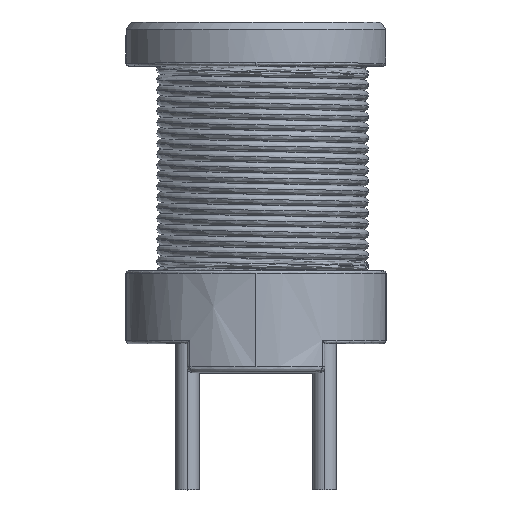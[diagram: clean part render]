
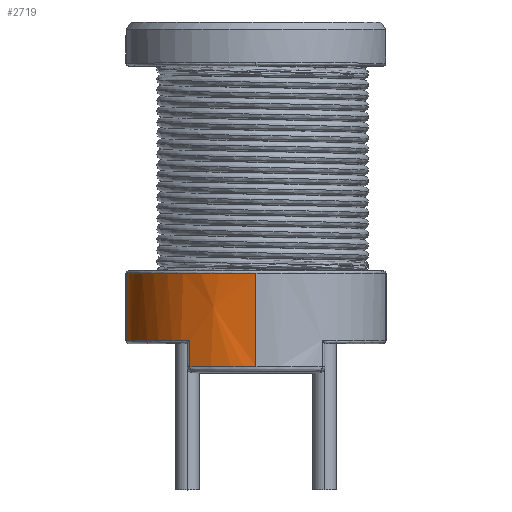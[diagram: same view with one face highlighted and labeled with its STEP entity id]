
A CAD part, top view. The second image highlights one B-rep face of the part: STEP entity #2719.
In plain terms, the highlighted free-form (B-spline) face has degree [2, 1] with [3, 2] control points.
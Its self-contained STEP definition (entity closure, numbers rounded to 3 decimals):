
#2719 = ADVANCED_FACE('',(#2720),#2767,.T.);
#2720 = FACE_BOUND('',#2721,.T.);
#2721 = EDGE_LOOP('',(#2722,#2732,#2739,#2747,#2754,#2762));
#2722 = ORIENTED_EDGE('',*,*,#2723,.T.);
#2723 = EDGE_CURVE('',#2724,#2726,#2728,.T.);
#2724 = VERTEX_POINT('',#2725);
#2725 = CARTESIAN_POINT('',(-1.971,-5.933,
    3.396));
#2726 = VERTEX_POINT('',#2727);
#2727 = CARTESIAN_POINT('',(0.,-5.933,3.926));
#2728 = ( BOUNDED_CURVE() B_SPLINE_CURVE(2,(#2729,#2730,#2731),
.UNSPECIFIED.,.F.,.F.) B_SPLINE_CURVE_WITH_KNOTS((3,3),(2.616,
3.142),.PIECEWISE_BEZIER_KNOTS.) CURVE() 
GEOMETRIC_REPRESENTATION_ITEM() RATIONAL_B_SPLINE_CURVE((1.,
0.966,1.)) REPRESENTATION_ITEM('') );
#2729 = CARTESIAN_POINT('',(-1.971,-5.933,
    3.396));
#2730 = CARTESIAN_POINT('',(-1.057,-5.933,
    3.926));
#2731 = CARTESIAN_POINT('',(0.,-5.933,
    3.926));
#2732 = ORIENTED_EDGE('',*,*,#2733,.T.);
#2733 = EDGE_CURVE('',#2726,#2734,#2736,.T.);
#2734 = VERTEX_POINT('',#2735);
#2735 = CARTESIAN_POINT('',(0.,-3.141,3.926));
#2736 = B_SPLINE_CURVE_WITH_KNOTS('',1,(#2737,#2738),.UNSPECIFIED.,.F.,
  .F.,(2,2),(-0.8,2.4),.PIECEWISE_BEZIER_KNOTS.);
#2737 = CARTESIAN_POINT('',(0.,-5.933,3.926));
#2738 = CARTESIAN_POINT('',(0.,-3.141,3.926));
#2739 = ORIENTED_EDGE('',*,*,#2740,.T.);
#2740 = EDGE_CURVE('',#2734,#2741,#2743,.T.);
#2741 = VERTEX_POINT('',#2742);
#2742 = CARTESIAN_POINT('',(-3.868,-3.141,
    0.677));
#2743 = ( BOUNDED_CURVE() B_SPLINE_CURVE(2,(#2744,#2745,#2746),
.UNSPECIFIED.,.F.,.F.) B_SPLINE_CURVE_WITH_KNOTS((3,3),(3.142,
4.539),.PIECEWISE_BEZIER_KNOTS.) CURVE() 
GEOMETRIC_REPRESENTATION_ITEM() RATIONAL_B_SPLINE_CURVE((1.,
0.766,1.)) REPRESENTATION_ITEM('') );
#2744 = CARTESIAN_POINT('',(0.,-3.141,
    3.926));
#2745 = CARTESIAN_POINT('',(-3.299,-3.141,
    3.926));
#2746 = CARTESIAN_POINT('',(-3.868,-3.141,
    0.677));
#2747 = ORIENTED_EDGE('',*,*,#2748,.F.);
#2748 = EDGE_CURVE('',#2749,#2741,#2751,.T.);
#2749 = VERTEX_POINT('',#2750);
#2750 = CARTESIAN_POINT('',(-3.868,-5.148,
    0.677));
#2751 = B_SPLINE_CURVE_WITH_KNOTS('',1,(#2752,#2753),.UNSPECIFIED.,.F.,
  .F.,(2,2),(0.1,2.4),.PIECEWISE_BEZIER_KNOTS.);
#2752 = CARTESIAN_POINT('',(-3.868,-5.148,
    0.677));
#2753 = CARTESIAN_POINT('',(-3.868,-3.141,
    0.677));
#2754 = ORIENTED_EDGE('',*,*,#2755,.T.);
#2755 = EDGE_CURVE('',#2749,#2756,#2758,.T.);
#2756 = VERTEX_POINT('',#2757);
#2757 = CARTESIAN_POINT('',(-1.971,-5.148,
    3.396));
#2758 = ( BOUNDED_CURVE() B_SPLINE_CURVE(2,(#2759,#2760,#2761),
.UNSPECIFIED.,.F.,.F.) B_SPLINE_CURVE_WITH_KNOTS((3,3),(1.744,
2.616),.PIECEWISE_BEZIER_KNOTS.) CURVE() 
GEOMETRIC_REPRESENTATION_ITEM() RATIONAL_B_SPLINE_CURVE((1.,
0.907,1.)) REPRESENTATION_ITEM('') );
#2759 = CARTESIAN_POINT('',(-3.868,-5.148,
    0.677));
#2760 = CARTESIAN_POINT('',(-3.552,-5.148,
    2.478));
#2761 = CARTESIAN_POINT('',(-1.971,-5.148,
    3.396));
#2762 = ORIENTED_EDGE('',*,*,#2763,.T.);
#2763 = EDGE_CURVE('',#2756,#2724,#2764,.T.);
#2764 = B_SPLINE_CURVE_WITH_KNOTS('',1,(#2765,#2766),.UNSPECIFIED.,.F.,
  .F.,(2,2),(-0.1,0.8),.PIECEWISE_BEZIER_KNOTS.);
#2765 = CARTESIAN_POINT('',(-1.971,-5.148,
    3.396));
#2766 = CARTESIAN_POINT('',(-1.971,-5.933,
    3.396));
#2767 = ( BOUNDED_SURFACE() B_SPLINE_SURFACE(2,1,(
    (#2768,#2769)
    ,(#2770,#2771)
    ,(#2772,#2773
)),.UNSPECIFIED.,.F.,.F.,.F.) B_SPLINE_SURFACE_WITH_KNOTS((3,3),(2,2),(
    4.886,6.283),(-0.8,2.4),.PIECEWISE_BEZIER_KNOTS.) 
GEOMETRIC_REPRESENTATION_ITEM() RATIONAL_B_SPLINE_SURFACE((
    (1.,1.)
    ,(0.766,0.766)
,(1.,1.))) REPRESENTATION_ITEM('') SURFACE() );
#2768 = CARTESIAN_POINT('',(-3.868,-5.933,
    0.677));
#2769 = CARTESIAN_POINT('',(-3.868,-3.141,
    0.677));
#2770 = CARTESIAN_POINT('',(-3.299,-5.933,
    3.926));
#2771 = CARTESIAN_POINT('',(-3.299,-3.141,
    3.926));
#2772 = CARTESIAN_POINT('',(0.,-5.933,
    3.926));
#2773 = CARTESIAN_POINT('',(0.,-3.141,
    3.926));
